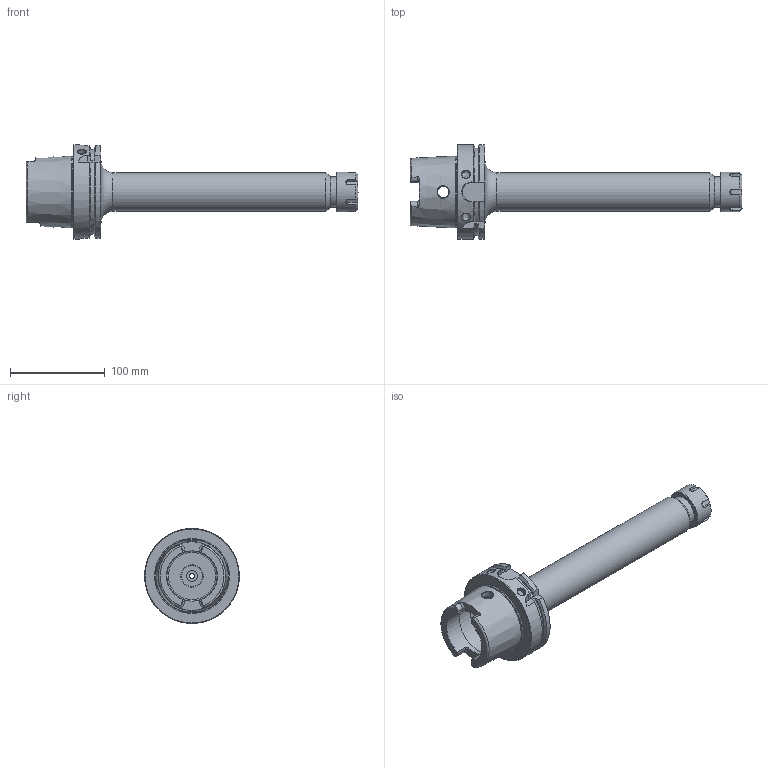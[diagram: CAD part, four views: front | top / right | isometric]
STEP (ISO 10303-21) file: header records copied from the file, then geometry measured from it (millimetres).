
FILE_DESCRIPTION(/* description */ ('ER COLLET CHUCK'),/* implementation_level */ '2;1');
FILE_NAME(/* name */ 'H100A-25ERP1181.stp',/* time_stamp */ '2016-09-23T16:04:38-04:00',/* author */ ('basnan'),/* organization */ (''),/* preprocessor_version */ 'ST-DEVELOPER v16.1',/* originating_system */ 'Autodesk Inventor 2016',/* authorisation */ '');
FILE_SCHEMA (('AUTOMOTIVE_DESIGN { 1 0 10303 214 3 1 1 }'));
Length unit declared in the file: inch
Products named in the file (4): H100A-25ERP1181; 25ERPN; BS-11; H100A-25ERP1181_1
Assembly tree (3 placements, depth 2):
  H100A-25ERP1181_1
    H100A-25ERP1181
    25ERPN
    BS-11
Bounding box: 349.97 x 100 x 100 mm (x, y, z)
Volume: 563323.2 mm3; surface area: 100981.8 mm2
Topology: 3 solids, 3 shells, 199 faces, 492 edges, 305 vertices
Faces by surface type: plane 72, cone 49, cylinder 47, torus 18, bspline 13
Full cylindrical faces by diameter (mm): 7.112 x1, 9 x2, 10 x1, 12 x3, 15.113 x2, 15.748 x1, 17.297 x1, 18.034 x1, 20.599 x1, 22.377 x1, 24.13 x1, 25.016 x1, 26.086 x1, 30.912 x1, 32 x1, 32.512 x1, 41 x1, 41.732 x1, 53 x2, 63 x1, 75.364 x1, 100 x1
Entity records: 6767 total; most frequent: CARTESIAN_POINT 2408, ORIENTED_EDGE 818, DIRECTION 817, EDGE_CURVE 409, AXIS2_PLACEMENT_3D 345, VERTEX_POINT 290, EDGE_LOOP 283, FACE_OUTER_BOUND 199
